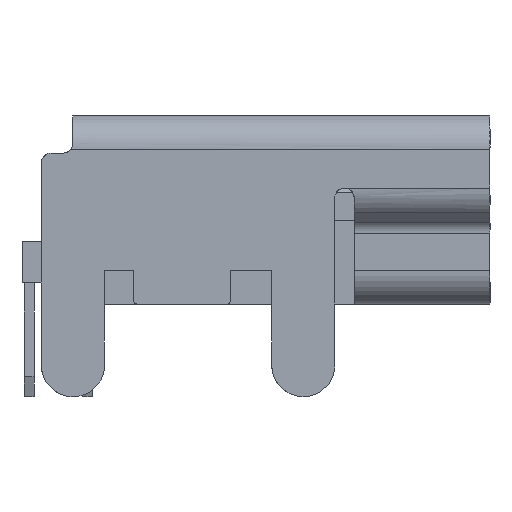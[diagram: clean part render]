
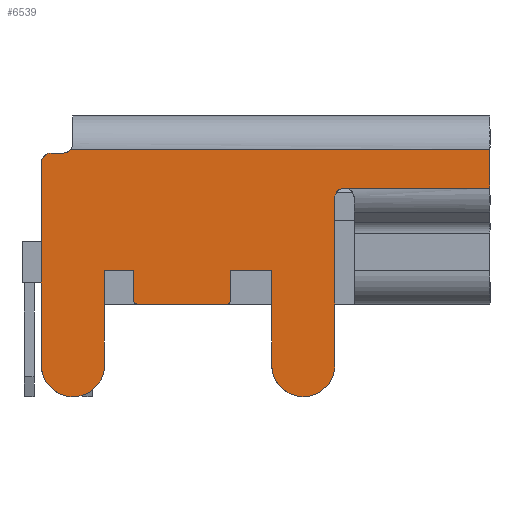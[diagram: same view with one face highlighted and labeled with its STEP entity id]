
A CAD part, left-side view. The second image highlights one B-rep face of the part: STEP entity #6539.
In plain terms, the highlighted free-form (B-spline) face has degree [1, 1] with [2, 2] control points.
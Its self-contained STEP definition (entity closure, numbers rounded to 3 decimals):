
#5994 = VERTEX_POINT('',#5995);
#5995 = CARTESIAN_POINT('',(-3.85,3.817,5.1));
#6002 = EDGE_CURVE('',#5994,#6003,#6005,.T.);
#6003 = VERTEX_POINT('',#6004);
#6004 = CARTESIAN_POINT('',(-3.85,3.975,5.022));
#6005 = ( BOUNDED_CURVE() B_SPLINE_CURVE(2,(#6006,#6007,#6008),
.UNSPECIFIED.,.F.,.F.) B_SPLINE_CURVE_WITH_KNOTS((3,3),(3.8,
4.712),.PIECEWISE_BEZIER_KNOTS.) CURVE() 
GEOMETRIC_REPRESENTATION_ITEM() RATIONAL_B_SPLINE_CURVE((1.,
0.898,1.)) REPRESENTATION_ITEM('') );
#6006 = CARTESIAN_POINT('',(-3.85,3.817,5.1));
#6007 = CARTESIAN_POINT('',(-3.85,3.877,5.022));
#6008 = CARTESIAN_POINT('',(-3.85,3.975,5.022));
#6238 = VERTEX_POINT('',#6239);
#6239 = CARTESIAN_POINT('',(-3.85,-4.825,5.1));
#6245 = EDGE_CURVE('',#6238,#6246,#6248,.T.);
#6246 = VERTEX_POINT('',#6247);
#6247 = CARTESIAN_POINT('',(-3.85,-4.825,4.301));
#6248 = B_SPLINE_CURVE_WITH_KNOTS('',1,(#6249,#6250),.UNSPECIFIED.,.F.,
  .F.,(2,2),(0.,0.799),.PIECEWISE_BEZIER_KNOTS.);
#6249 = CARTESIAN_POINT('',(-3.85,-4.825,5.1));
#6250 = CARTESIAN_POINT('',(-3.85,-4.825,4.301));
#6526 = EDGE_CURVE('',#6238,#5994,#6527,.T.);
#6527 = B_SPLINE_CURVE_WITH_KNOTS('',1,(#6528,#6529),.UNSPECIFIED.,.F.,
  .F.,(2,2),(0.,8.642),.PIECEWISE_BEZIER_KNOTS.);
#6528 = CARTESIAN_POINT('',(-3.85,-4.825,5.1));
#6529 = CARTESIAN_POINT('',(-3.85,3.817,5.1));
#6539 = ADVANCED_FACE('',(#6540),#6684,.F.);
#6540 = FACE_BOUND('',#6541,.T.);
#6541 = EDGE_LOOP('',(#6542,#6551,#6559,#6567,#6574,#6581,#6588,#6596,
    #6603,#6611,#6618,#6625,#6632,#6640,#6648,#6655,#6663,#6668,#6669,
    #6670,#6671,#6678));
#6542 = ORIENTED_EDGE('',*,*,#6543,.T.);
#6543 = EDGE_CURVE('',#6544,#6546,#6548,.T.);
#6544 = VERTEX_POINT('',#6545);
#6545 = CARTESIAN_POINT('',(-3.85,4.425,4.822));
#6546 = VERTEX_POINT('',#6547);
#6547 = CARTESIAN_POINT('',(-3.85,4.425,0.65));
#6548 = B_SPLINE_CURVE_WITH_KNOTS('',1,(#6549,#6550),.UNSPECIFIED.,.F.,
  .F.,(2,2),(-0.521,3.651),.PIECEWISE_BEZIER_KNOTS.);
#6549 = CARTESIAN_POINT('',(-3.85,4.425,4.822));
#6550 = CARTESIAN_POINT('',(-3.85,4.425,0.65));
#6551 = ORIENTED_EDGE('',*,*,#6552,.T.);
#6552 = EDGE_CURVE('',#6546,#6553,#6555,.T.);
#6553 = VERTEX_POINT('',#6554);
#6554 = CARTESIAN_POINT('',(-3.85,3.775,0.));
#6555 = ( BOUNDED_CURVE() B_SPLINE_CURVE(2,(#6556,#6557,#6558),
.UNSPECIFIED.,.F.,.F.) B_SPLINE_CURVE_WITH_KNOTS((3,3),(0.,
1.571),.PIECEWISE_BEZIER_KNOTS.) CURVE() 
GEOMETRIC_REPRESENTATION_ITEM() RATIONAL_B_SPLINE_CURVE((1.,
0.707,1.)) REPRESENTATION_ITEM('') );
#6556 = CARTESIAN_POINT('',(-3.85,4.425,0.65));
#6557 = CARTESIAN_POINT('',(-3.85,4.425,0.));
#6558 = CARTESIAN_POINT('',(-3.85,3.775,0.));
#6559 = ORIENTED_EDGE('',*,*,#6560,.T.);
#6560 = EDGE_CURVE('',#6553,#6561,#6563,.T.);
#6561 = VERTEX_POINT('',#6562);
#6562 = CARTESIAN_POINT('',(-3.85,3.125,0.65));
#6563 = ( BOUNDED_CURVE() B_SPLINE_CURVE(2,(#6564,#6565,#6566),
.UNSPECIFIED.,.F.,.F.) B_SPLINE_CURVE_WITH_KNOTS((3,3),(1.571,
3.142),.PIECEWISE_BEZIER_KNOTS.) CURVE() 
GEOMETRIC_REPRESENTATION_ITEM() RATIONAL_B_SPLINE_CURVE((1.,
0.707,1.)) REPRESENTATION_ITEM('') );
#6564 = CARTESIAN_POINT('',(-3.85,3.775,0.));
#6565 = CARTESIAN_POINT('',(-3.85,3.125,0.));
#6566 = CARTESIAN_POINT('',(-3.85,3.125,0.65));
#6567 = ORIENTED_EDGE('',*,*,#6568,.F.);
#6568 = EDGE_CURVE('',#6569,#6561,#6571,.T.);
#6569 = VERTEX_POINT('',#6570);
#6570 = CARTESIAN_POINT('',(-3.85,3.125,2.6));
#6571 = B_SPLINE_CURVE_WITH_KNOTS('',1,(#6572,#6573),.UNSPECIFIED.,.F.,
  .F.,(2,2),(1.701,3.651),.PIECEWISE_BEZIER_KNOTS.);
#6572 = CARTESIAN_POINT('',(-3.85,3.125,2.6));
#6573 = CARTESIAN_POINT('',(-3.85,3.125,0.65));
#6574 = ORIENTED_EDGE('',*,*,#6575,.T.);
#6575 = EDGE_CURVE('',#6569,#6576,#6578,.T.);
#6576 = VERTEX_POINT('',#6577);
#6577 = CARTESIAN_POINT('',(-3.85,2.525,2.6));
#6578 = B_SPLINE_CURVE_WITH_KNOTS('',1,(#6579,#6580),.UNSPECIFIED.,.F.,
  .F.,(2,2),(-3.65,-3.05),.PIECEWISE_BEZIER_KNOTS.);
#6579 = CARTESIAN_POINT('',(-3.85,3.125,2.6));
#6580 = CARTESIAN_POINT('',(-3.85,2.525,2.6));
#6581 = ORIENTED_EDGE('',*,*,#6582,.T.);
#6582 = EDGE_CURVE('',#6576,#6583,#6585,.T.);
#6583 = VERTEX_POINT('',#6584);
#6584 = CARTESIAN_POINT('',(-3.85,2.525,2.));
#6585 = B_SPLINE_CURVE_WITH_KNOTS('',1,(#6586,#6587),.UNSPECIFIED.,.F.,
  .F.,(2,2),(1.25,1.85),.PIECEWISE_BEZIER_KNOTS.);
#6586 = CARTESIAN_POINT('',(-3.85,2.525,2.6));
#6587 = CARTESIAN_POINT('',(-3.85,2.525,2.));
#6588 = ORIENTED_EDGE('',*,*,#6589,.T.);
#6589 = EDGE_CURVE('',#6583,#6590,#6592,.T.);
#6590 = VERTEX_POINT('',#6591);
#6591 = CARTESIAN_POINT('',(-3.85,2.425,1.9));
#6592 = ( BOUNDED_CURVE() B_SPLINE_CURVE(2,(#6593,#6594,#6595),
.UNSPECIFIED.,.F.,.F.) B_SPLINE_CURVE_WITH_KNOTS((3,3),(0.,
1.571),.PIECEWISE_BEZIER_KNOTS.) CURVE() 
GEOMETRIC_REPRESENTATION_ITEM() RATIONAL_B_SPLINE_CURVE((1.,
0.707,1.)) REPRESENTATION_ITEM('') );
#6593 = CARTESIAN_POINT('',(-3.85,2.525,2.));
#6594 = CARTESIAN_POINT('',(-3.85,2.525,1.9));
#6595 = CARTESIAN_POINT('',(-3.85,2.425,1.9));
#6596 = ORIENTED_EDGE('',*,*,#6597,.T.);
#6597 = EDGE_CURVE('',#6590,#6598,#6600,.T.);
#6598 = VERTEX_POINT('',#6599);
#6599 = CARTESIAN_POINT('',(-3.85,0.625,1.9));
#6600 = B_SPLINE_CURVE_WITH_KNOTS('',1,(#6601,#6602),.UNSPECIFIED.,.F.,
  .F.,(2,2),(-2.95,-1.15),.PIECEWISE_BEZIER_KNOTS.);
#6601 = CARTESIAN_POINT('',(-3.85,2.425,1.9));
#6602 = CARTESIAN_POINT('',(-3.85,0.625,1.9));
#6603 = ORIENTED_EDGE('',*,*,#6604,.T.);
#6604 = EDGE_CURVE('',#6598,#6605,#6607,.T.);
#6605 = VERTEX_POINT('',#6606);
#6606 = CARTESIAN_POINT('',(-3.85,0.525,2.));
#6607 = ( BOUNDED_CURVE() B_SPLINE_CURVE(2,(#6608,#6609,#6610),
.UNSPECIFIED.,.F.,.F.) B_SPLINE_CURVE_WITH_KNOTS((3,3),(1.571,
3.142),.PIECEWISE_BEZIER_KNOTS.) CURVE() 
GEOMETRIC_REPRESENTATION_ITEM() RATIONAL_B_SPLINE_CURVE((1.,
0.707,1.)) REPRESENTATION_ITEM('') );
#6608 = CARTESIAN_POINT('',(-3.85,0.625,1.9));
#6609 = CARTESIAN_POINT('',(-3.85,0.525,1.9));
#6610 = CARTESIAN_POINT('',(-3.85,0.525,2.));
#6611 = ORIENTED_EDGE('',*,*,#6612,.F.);
#6612 = EDGE_CURVE('',#6613,#6605,#6615,.T.);
#6613 = VERTEX_POINT('',#6614);
#6614 = CARTESIAN_POINT('',(-3.85,0.525,2.6));
#6615 = B_SPLINE_CURVE_WITH_KNOTS('',1,(#6616,#6617),.UNSPECIFIED.,.F.,
  .F.,(2,2),(1.25,1.85),.PIECEWISE_BEZIER_KNOTS.);
#6616 = CARTESIAN_POINT('',(-3.85,0.525,2.6));
#6617 = CARTESIAN_POINT('',(-3.85,0.525,2.));
#6618 = ORIENTED_EDGE('',*,*,#6619,.T.);
#6619 = EDGE_CURVE('',#6613,#6620,#6622,.T.);
#6620 = VERTEX_POINT('',#6621);
#6621 = CARTESIAN_POINT('',(-3.85,-0.325,2.6));
#6622 = B_SPLINE_CURVE_WITH_KNOTS('',1,(#6623,#6624),.UNSPECIFIED.,.F.,
  .F.,(2,2),(-1.05,-0.2),.PIECEWISE_BEZIER_KNOTS.);
#6623 = CARTESIAN_POINT('',(-3.85,0.525,2.6));
#6624 = CARTESIAN_POINT('',(-3.85,-0.325,2.6));
#6625 = ORIENTED_EDGE('',*,*,#6626,.T.);
#6626 = EDGE_CURVE('',#6620,#6627,#6629,.T.);
#6627 = VERTEX_POINT('',#6628);
#6628 = CARTESIAN_POINT('',(-3.85,-0.325,0.65));
#6629 = B_SPLINE_CURVE_WITH_KNOTS('',1,(#6630,#6631),.UNSPECIFIED.,.F.,
  .F.,(2,2),(1.701,3.651),.PIECEWISE_BEZIER_KNOTS.);
#6630 = CARTESIAN_POINT('',(-3.85,-0.325,2.6));
#6631 = CARTESIAN_POINT('',(-3.85,-0.325,0.65));
#6632 = ORIENTED_EDGE('',*,*,#6633,.T.);
#6633 = EDGE_CURVE('',#6627,#6634,#6636,.T.);
#6634 = VERTEX_POINT('',#6635);
#6635 = CARTESIAN_POINT('',(-3.85,-0.975,0.));
#6636 = ( BOUNDED_CURVE() B_SPLINE_CURVE(2,(#6637,#6638,#6639),
.UNSPECIFIED.,.F.,.F.) B_SPLINE_CURVE_WITH_KNOTS((3,3),(0.,
1.571),.PIECEWISE_BEZIER_KNOTS.) CURVE() 
GEOMETRIC_REPRESENTATION_ITEM() RATIONAL_B_SPLINE_CURVE((1.,
0.707,1.)) REPRESENTATION_ITEM('') );
#6637 = CARTESIAN_POINT('',(-3.85,-0.325,0.65));
#6638 = CARTESIAN_POINT('',(-3.85,-0.325,0.));
#6639 = CARTESIAN_POINT('',(-3.85,-0.975,0.));
#6640 = ORIENTED_EDGE('',*,*,#6641,.T.);
#6641 = EDGE_CURVE('',#6634,#6642,#6644,.T.);
#6642 = VERTEX_POINT('',#6643);
#6643 = CARTESIAN_POINT('',(-3.85,-1.625,0.65));
#6644 = ( BOUNDED_CURVE() B_SPLINE_CURVE(2,(#6645,#6646,#6647),
.UNSPECIFIED.,.F.,.F.) B_SPLINE_CURVE_WITH_KNOTS((3,3),(1.571,
3.142),.PIECEWISE_BEZIER_KNOTS.) CURVE() 
GEOMETRIC_REPRESENTATION_ITEM() RATIONAL_B_SPLINE_CURVE((1.,
0.707,1.)) REPRESENTATION_ITEM('') );
#6645 = CARTESIAN_POINT('',(-3.85,-0.975,0.));
#6646 = CARTESIAN_POINT('',(-3.85,-1.625,0.));
#6647 = CARTESIAN_POINT('',(-3.85,-1.625,0.65));
#6648 = ORIENTED_EDGE('',*,*,#6649,.F.);
#6649 = EDGE_CURVE('',#6650,#6642,#6652,.T.);
#6650 = VERTEX_POINT('',#6651);
#6651 = CARTESIAN_POINT('',(-3.85,-1.625,4.101));
#6652 = B_SPLINE_CURVE_WITH_KNOTS('',1,(#6653,#6654),.UNSPECIFIED.,.F.,
  .F.,(2,2),(0.2,3.651),.PIECEWISE_BEZIER_KNOTS.);
#6653 = CARTESIAN_POINT('',(-3.85,-1.625,4.101));
#6654 = CARTESIAN_POINT('',(-3.85,-1.625,0.65));
#6655 = ORIENTED_EDGE('',*,*,#6656,.T.);
#6656 = EDGE_CURVE('',#6650,#6657,#6659,.T.);
#6657 = VERTEX_POINT('',#6658);
#6658 = CARTESIAN_POINT('',(-3.85,-1.825,4.301));
#6659 = ( BOUNDED_CURVE() B_SPLINE_CURVE(2,(#6660,#6661,#6662),
.UNSPECIFIED.,.F.,.F.) B_SPLINE_CURVE_WITH_KNOTS((3,3),(0.,
1.571),.PIECEWISE_BEZIER_KNOTS.) CURVE() 
GEOMETRIC_REPRESENTATION_ITEM() RATIONAL_B_SPLINE_CURVE((1.,
0.707,1.)) REPRESENTATION_ITEM('') );
#6660 = CARTESIAN_POINT('',(-3.85,-1.625,4.101));
#6661 = CARTESIAN_POINT('',(-3.85,-1.625,4.301));
#6662 = CARTESIAN_POINT('',(-3.85,-1.825,4.301));
#6663 = ORIENTED_EDGE('',*,*,#6664,.F.);
#6664 = EDGE_CURVE('',#6246,#6657,#6665,.T.);
#6665 = B_SPLINE_CURVE_WITH_KNOTS('',1,(#6666,#6667),.UNSPECIFIED.,.F.,
  .F.,(2,2),(0.,3.),.PIECEWISE_BEZIER_KNOTS.);
#6666 = CARTESIAN_POINT('',(-3.85,-4.825,4.301));
#6667 = CARTESIAN_POINT('',(-3.85,-1.825,4.301));
#6668 = ORIENTED_EDGE('',*,*,#6245,.F.);
#6669 = ORIENTED_EDGE('',*,*,#6526,.T.);
#6670 = ORIENTED_EDGE('',*,*,#6002,.T.);
#6671 = ORIENTED_EDGE('',*,*,#6672,.T.);
#6672 = EDGE_CURVE('',#6003,#6673,#6675,.T.);
#6673 = VERTEX_POINT('',#6674);
#6674 = CARTESIAN_POINT('',(-3.85,4.225,5.022));
#6675 = B_SPLINE_CURVE_WITH_KNOTS('',1,(#6676,#6677),.UNSPECIFIED.,.F.,
  .F.,(2,2),(-0.45,-0.2),.PIECEWISE_BEZIER_KNOTS.);
#6676 = CARTESIAN_POINT('',(-3.85,3.975,5.022));
#6677 = CARTESIAN_POINT('',(-3.85,4.225,5.022));
#6678 = ORIENTED_EDGE('',*,*,#6679,.T.);
#6679 = EDGE_CURVE('',#6673,#6544,#6680,.T.);
#6680 = ( BOUNDED_CURVE() B_SPLINE_CURVE(2,(#6681,#6682,#6683),
.UNSPECIFIED.,.F.,.F.) B_SPLINE_CURVE_WITH_KNOTS((3,3),(4.712,
6.283),.PIECEWISE_BEZIER_KNOTS.) CURVE() 
GEOMETRIC_REPRESENTATION_ITEM() RATIONAL_B_SPLINE_CURVE((1.,
0.707,1.)) REPRESENTATION_ITEM('') );
#6681 = CARTESIAN_POINT('',(-3.85,4.225,5.022));
#6682 = CARTESIAN_POINT('',(-3.85,4.425,5.022));
#6683 = CARTESIAN_POINT('',(-3.85,4.425,4.822));
#6684 = B_SPLINE_SURFACE_WITH_KNOTS('',1,1,(
    (#6685,#6686)
    ,(#6687,#6688
    )),.UNSPECIFIED.,.F.,.F.,.F.,(2,2),(2,2),(0.,9.25),(
    -5.1,0.),.PIECEWISE_BEZIER_KNOTS.);
#6685 = CARTESIAN_POINT('',(-3.85,-4.825,0.));
#6686 = CARTESIAN_POINT('',(-3.85,-4.825,5.1));
#6687 = CARTESIAN_POINT('',(-3.85,4.425,0.));
#6688 = CARTESIAN_POINT('',(-3.85,4.425,5.1));
